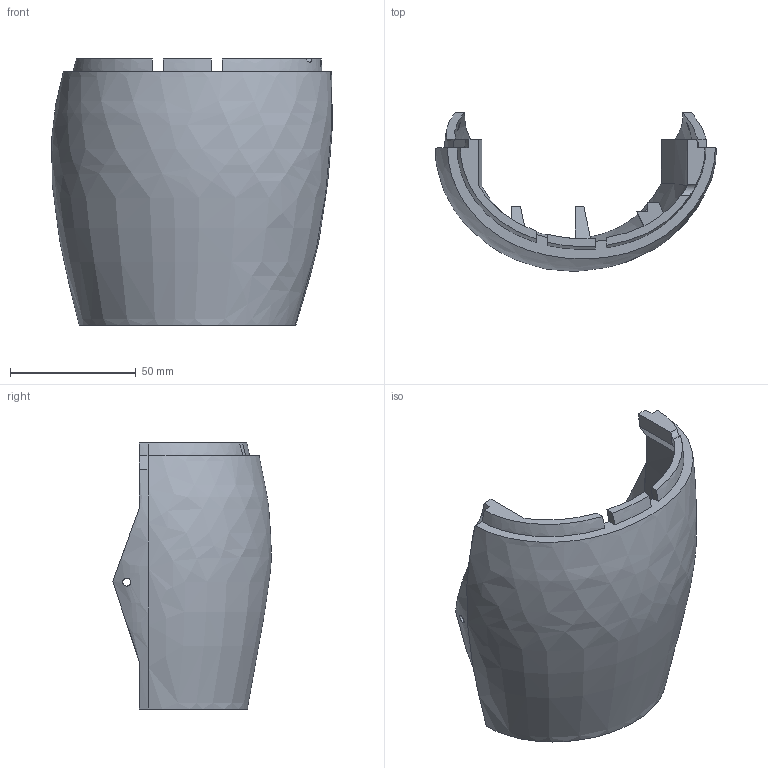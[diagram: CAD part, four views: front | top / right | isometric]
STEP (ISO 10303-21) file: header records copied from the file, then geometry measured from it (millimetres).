
FILE_DESCRIPTION (( 'STEP AP203' ), '1' );
FILE_NAME ('Forearm_R_RobPart5V2.stp', '2013-11-14T18:07:11', ( 'SWEET' ), ( '' ), 'Anar', 'Spacymen', '' );
FILE_SCHEMA (( 'CONFIG_CONTROL_DESIGN' ));
Length unit declared in the file: millimetre
Products named in the file (1): Forearm (right)_RobPart5V2
Bounding box: 111.41 x 62.96 x 105.6 mm (x, y, z)
Volume: 94403.7 mm3; surface area: 44421.7 mm2
Topology: 1 solids, 1 shells, 81 faces, 224 edges, 146 vertices
Faces by surface type: plane 51, bspline 24, cylinder 6
Entity records: 11296 total; most frequent: CARTESIAN_POINT 9463, ORIENTED_EDGE 448, EDGE_CURVE 224, DIRECTION 218, VERTEX_POINT 146, B_SPLINE_CURVE_WITH_KNOTS 122, LINE 100, VECTOR 100
